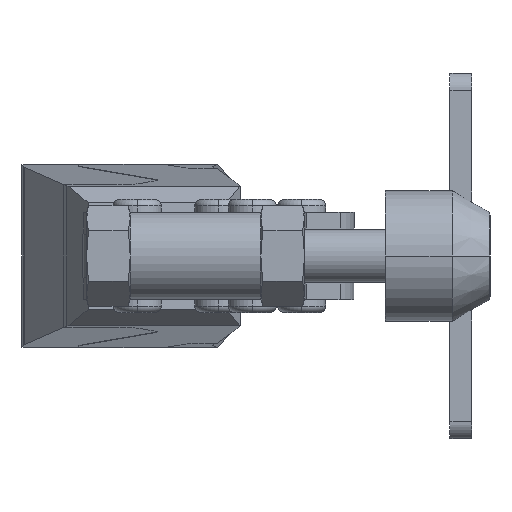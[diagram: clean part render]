
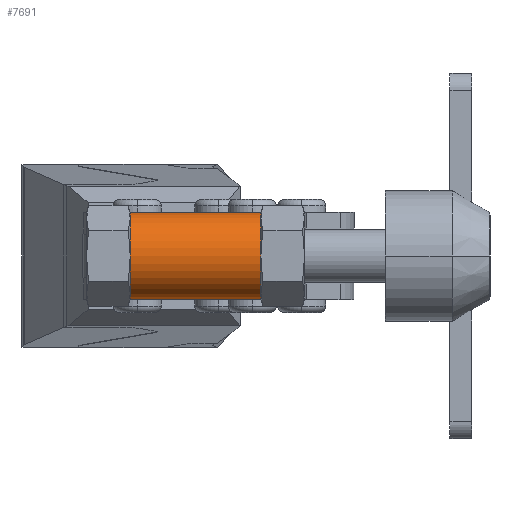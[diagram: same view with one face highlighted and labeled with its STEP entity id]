
A CAD part, left-side view. The second image highlights one B-rep face of the part: STEP entity #7691.
In plain terms, the highlighted cylindrical face has radius 5 mm (diameter 10 mm), a partial arc.
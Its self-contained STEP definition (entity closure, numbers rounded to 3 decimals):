
#105 = VERTEX_POINT ( 'NONE', #6406 ) ;
#111 = CARTESIAN_POINT ( 'NONE',  ( 0., -7.5, 0. ) ) ;
#116 = ORIENTED_EDGE ( 'NONE', *, *, #1254, .T. ) ;
#242 = CARTESIAN_POINT ( 'NONE',  ( -5., 7.5, 0. ) ) ;
#438 = DIRECTION ( 'NONE',  ( 0., -1., 0. ) ) ;
#471 = EDGE_CURVE ( 'NONE', #6123, #7617, #2581, .T. ) ;
#737 = VERTEX_POINT ( 'NONE', #4022 ) ;
#821 = AXIS2_PLACEMENT_3D ( 'NONE', #4600, #7836, #10083 ) ;
#841 = AXIS2_PLACEMENT_3D ( 'NONE', #8089, #4051, #7289 ) ;
#868 = ORIENTED_EDGE ( 'NONE', *, *, #5643, .T. ) ;
#892 = CARTESIAN_POINT ( 'NONE',  ( 0., 7.5, 0. ) ) ;
#1041 = DIRECTION ( 'NONE',  ( 0., 0., -1. ) ) ;
#1069 = AXIS2_PLACEMENT_3D ( 'NONE', #9539, #6879, #1315 ) ;
#1115 = DIRECTION ( 'NONE',  ( 0., 1., 0. ) ) ;
#1160 = CIRCLE ( 'NONE', #1661, 5. ) ;
#1210 = CARTESIAN_POINT ( 'NONE',  ( -5., -7.5, 0. ) ) ;
#1254 = EDGE_CURVE ( 'NONE', #3365, #10298, #3780, .T. ) ;
#1274 = ORIENTED_EDGE ( 'NONE', *, *, #2074, .T. ) ;
#1315 = DIRECTION ( 'NONE',  ( 0., 0., -1. ) ) ;
#1325 = CARTESIAN_POINT ( 'NONE',  ( 0., -12.5, -5. ) ) ;
#1373 = FACE_OUTER_BOUND ( 'NONE', #3747, .T. ) ;
#1472 = EDGE_CURVE ( 'NONE', #2641, #6108, #6654, .T. ) ;
#1627 = CARTESIAN_POINT ( 'NONE',  ( 0., -7.5, -5. ) ) ;
#1661 = AXIS2_PLACEMENT_3D ( 'NONE', #7825, #2027, #4476 ) ;
#1744 = CARTESIAN_POINT ( 'NONE',  ( -2.5, -7.5, 4.33 ) ) ;
#1760 = AXIS2_PLACEMENT_3D ( 'NONE', #6769, #8308, #1041 ) ;
#2027 = DIRECTION ( 'NONE',  ( 0., -1., 0. ) ) ;
#2074 = EDGE_CURVE ( 'NONE', #105, #2641, #2866, .T. ) ;
#2230 = DIRECTION ( 'NONE',  ( 0., 0., -1. ) ) ;
#2581 = CIRCLE ( 'NONE', #8523, 5. ) ;
#2641 = VERTEX_POINT ( 'NONE', #7747 ) ;
#2657 = ORIENTED_EDGE ( 'NONE', *, *, #471, .F. ) ;
#2731 = ORIENTED_EDGE ( 'NONE', *, *, #8046, .F. ) ;
#2814 = CARTESIAN_POINT ( 'NONE',  ( 0., 7.5, -5. ) ) ;
#2866 = LINE ( 'NONE', #6088, #5773 ) ;
#3066 = CARTESIAN_POINT ( 'NONE',  ( -2.5, 7.5, -4.33 ) ) ;
#3365 = VERTEX_POINT ( 'NONE', #3066 ) ;
#3747 = EDGE_LOOP ( 'NONE', ( #8479, #1274, #4194, #868, #9409, #116, #9330, #2731, #4798, #2657 ) ) ;
#3780 = CIRCLE ( 'NONE', #8868, 5. ) ;
#3826 = CARTESIAN_POINT ( 'NONE',  ( 0., 7.5, 0. ) ) ;
#4022 = CARTESIAN_POINT ( 'NONE',  ( -2.5, -7.5, -4.33 ) ) ;
#4051 = DIRECTION ( 'NONE',  ( 0., -1., 0. ) ) ;
#4184 = CARTESIAN_POINT ( 'NONE',  ( -2.5, 7.5, 4.33 ) ) ;
#4194 = ORIENTED_EDGE ( 'NONE', *, *, #1472, .T. ) ;
#4476 = DIRECTION ( 'NONE',  ( 0., 0., -1. ) ) ;
#4600 = CARTESIAN_POINT ( 'NONE',  ( 0., -12.5, 0. ) ) ;
#4798 = ORIENTED_EDGE ( 'NONE', *, *, #10086, .F. ) ;
#4933 = AXIS2_PLACEMENT_3D ( 'NONE', #111, #9822, #9998 ) ;
#5227 = CARTESIAN_POINT ( 'NONE',  ( 0., -7.5, 0. ) ) ;
#5261 = DIRECTION ( 'NONE',  ( 0., 0., -1. ) ) ;
#5529 = EDGE_CURVE ( 'NONE', #9192, #3365, #9303, .T. ) ;
#5643 = EDGE_CURVE ( 'NONE', #6108, #9192, #8437, .T. ) ;
#5773 = VECTOR ( 'NONE', #1115, 1000. ) ;
#6030 = VERTEX_POINT ( 'NONE', #1627 ) ;
#6088 = CARTESIAN_POINT ( 'NONE',  ( 0., -12.5, 5. ) ) ;
#6108 = VERTEX_POINT ( 'NONE', #4184 ) ;
#6123 = VERTEX_POINT ( 'NONE', #1744 ) ;
#6165 = CIRCLE ( 'NONE', #1760, 5. ) ;
#6246 = DIRECTION ( 'NONE',  ( 0., 1., 0. ) ) ;
#6406 = CARTESIAN_POINT ( 'NONE',  ( 0., -7.5, 5. ) ) ;
#6654 = CIRCLE ( 'NONE', #1069, 5. ) ;
#6769 = CARTESIAN_POINT ( 'NONE',  ( 0., -7.5, 0. ) ) ;
#6879 = DIRECTION ( 'NONE',  ( 0., -1., 0. ) ) ;
#7209 = VECTOR ( 'NONE', #6246, 1000. ) ;
#7289 = DIRECTION ( 'NONE',  ( 0., 0., -1. ) ) ;
#7617 = VERTEX_POINT ( 'NONE', #1210 ) ;
#7691 = ADVANCED_FACE ( 'NONE', ( #1373 ), #9335, .T. ) ;
#7747 = CARTESIAN_POINT ( 'NONE',  ( 0., 7.5, 5. ) ) ;
#7825 = CARTESIAN_POINT ( 'NONE',  ( 0., -7.5, 0. ) ) ;
#7836 = DIRECTION ( 'NONE',  ( 0., 1., 0. ) ) ;
#8046 = EDGE_CURVE ( 'NONE', #737, #6030, #1160, .T. ) ;
#8089 = CARTESIAN_POINT ( 'NONE',  ( 0., 7.5, 0. ) ) ;
#8308 = DIRECTION ( 'NONE',  ( 0., -1., 0. ) ) ;
#8358 = DIRECTION ( 'NONE',  ( 0., -1., 0. ) ) ;
#8437 = CIRCLE ( 'NONE', #9794, 5. ) ;
#8479 = ORIENTED_EDGE ( 'NONE', *, *, #9232, .F. ) ;
#8523 = AXIS2_PLACEMENT_3D ( 'NONE', #5227, #8358, #9266 ) ;
#8868 = AXIS2_PLACEMENT_3D ( 'NONE', #892, #10316, #2230 ) ;
#8925 = EDGE_CURVE ( 'NONE', #6030, #10298, #10351, .T. ) ;
#9192 = VERTEX_POINT ( 'NONE', #242 ) ;
#9232 = EDGE_CURVE ( 'NONE', #105, #6123, #6165, .T. ) ;
#9266 = DIRECTION ( 'NONE',  ( 0., 0., -1. ) ) ;
#9303 = CIRCLE ( 'NONE', #841, 5. ) ;
#9330 = ORIENTED_EDGE ( 'NONE', *, *, #8925, .F. ) ;
#9335 = CYLINDRICAL_SURFACE ( 'NONE', #821, 5. ) ;
#9409 = ORIENTED_EDGE ( 'NONE', *, *, #5529, .T. ) ;
#9524 = CIRCLE ( 'NONE', #4933, 5. ) ;
#9539 = CARTESIAN_POINT ( 'NONE',  ( 0., 7.5, 0. ) ) ;
#9794 = AXIS2_PLACEMENT_3D ( 'NONE', #3826, #438, #5261 ) ;
#9822 = DIRECTION ( 'NONE',  ( 0., -1., 0. ) ) ;
#9998 = DIRECTION ( 'NONE',  ( 0., 0., -1. ) ) ;
#10083 = DIRECTION ( 'NONE',  ( 0., 0., -1. ) ) ;
#10086 = EDGE_CURVE ( 'NONE', #7617, #737, #9524, .T. ) ;
#10298 = VERTEX_POINT ( 'NONE', #2814 ) ;
#10316 = DIRECTION ( 'NONE',  ( 0., -1., 0. ) ) ;
#10351 = LINE ( 'NONE', #1325, #7209 ) ;
